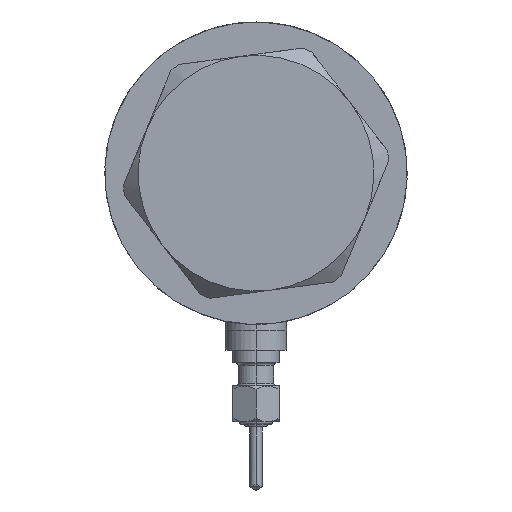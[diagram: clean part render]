
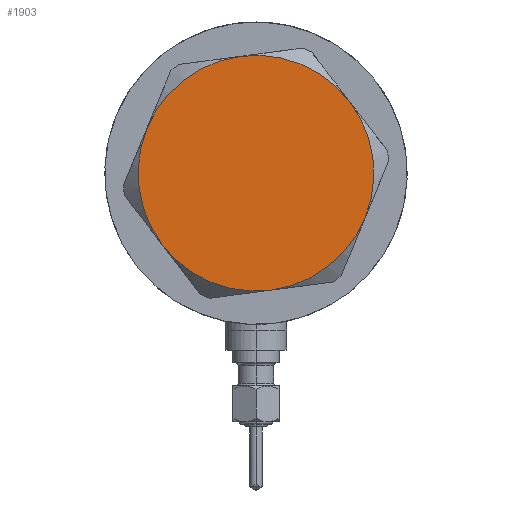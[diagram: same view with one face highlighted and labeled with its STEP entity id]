
A CAD part, left-side view. The second image highlights one B-rep face of the part: STEP entity #1903.
In plain terms, the highlighted face is planar.
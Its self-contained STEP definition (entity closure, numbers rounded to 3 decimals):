
#1 = DIRECTION ( 'NONE',  ( 0., 0., 1. ) ) ;
#10 = DIRECTION ( 'NONE',  ( 1., 0., 0. ) ) ;
#57 = CIRCLE ( 'NONE', #1360, 23. ) ;
#106 = VERTEX_POINT ( 'NONE', #5982 ) ;
#328 = EDGE_CURVE ( 'NONE', #5427, #6354, #7077, .T. ) ;
#575 = CARTESIAN_POINT ( 'NONE',  ( 0., 0., 13. ) ) ;
#664 = EDGE_LOOP ( 'NONE', ( #4112, #5087, #4651, #1045, #5480, #2026 ) ) ;
#682 = EDGE_CURVE ( 'NONE', #1482, #106, #57, .T. ) ;
#1013 = DIRECTION ( 'NONE',  ( 0., 0., 1. ) ) ;
#1028 = CIRCLE ( 'NONE', #6261, 23. ) ;
#1038 = EDGE_CURVE ( 'NONE', #106, #5399, #1833, .T. ) ;
#1045 = ORIENTED_EDGE ( 'NONE', *, *, #1038, .T. ) ;
#1120 = DIRECTION ( 'NONE',  ( 0., 0., 1. ) ) ;
#1360 = AXIS2_PLACEMENT_3D ( 'NONE', #575, #4472, #3335 ) ;
#1459 = CARTESIAN_POINT ( 'NONE',  ( 0., 0., 13. ) ) ;
#1482 = VERTEX_POINT ( 'NONE', #2261 ) ;
#1669 = CARTESIAN_POINT ( 'NONE',  ( 0., 0., 13. ) ) ;
#1674 = PLANE ( 'NONE',  #5658 ) ;
#1833 = CIRCLE ( 'NONE', #6812, 23. ) ;
#1903 = ADVANCED_FACE ( 'NONE', ( #7218 ), #1674, .T. ) ;
#2026 = ORIENTED_EDGE ( 'NONE', *, *, #328, .T. ) ;
#2107 = AXIS2_PLACEMENT_3D ( 'NONE', #1459, #1013, #3263 ) ;
#2261 = CARTESIAN_POINT ( 'NONE',  ( 11.5, 19.919, 13. ) ) ;
#2542 = EDGE_CURVE ( 'NONE', #2779, #1482, #1028, .T. ) ;
#2779 = VERTEX_POINT ( 'NONE', #5963 ) ;
#2841 = EDGE_CURVE ( 'NONE', #5399, #5427, #3380, .T. ) ;
#3263 = DIRECTION ( 'NONE',  ( 1., 0., 0. ) ) ;
#3335 = DIRECTION ( 'NONE',  ( 1., 0., 0. ) ) ;
#3363 = DIRECTION ( 'NONE',  ( 1., 0., 0. ) ) ;
#3380 = CIRCLE ( 'NONE', #2107, 23. ) ;
#3536 = CARTESIAN_POINT ( 'NONE',  ( -11.5, -19.919, 13. ) ) ;
#3676 = DIRECTION ( 'NONE',  ( 0., 0., 1. ) ) ;
#3743 = CIRCLE ( 'NONE', #3858, 23. ) ;
#3858 = AXIS2_PLACEMENT_3D ( 'NONE', #4851, #3676, #4247 ) ;
#3889 = DIRECTION ( 'NONE',  ( 0., 0., 1. ) ) ;
#4112 = ORIENTED_EDGE ( 'NONE', *, *, #7209, .T. ) ;
#4247 = DIRECTION ( 'NONE',  ( 1., 0., 0. ) ) ;
#4276 = AXIS2_PLACEMENT_3D ( 'NONE', #4994, #1, #4453 ) ;
#4401 = CARTESIAN_POINT ( 'NONE',  ( 0., 0., 13. ) ) ;
#4453 = DIRECTION ( 'NONE',  ( 1., 0., 0. ) ) ;
#4472 = DIRECTION ( 'NONE',  ( 0., 0., 1. ) ) ;
#4651 = ORIENTED_EDGE ( 'NONE', *, *, #682, .T. ) ;
#4711 = CARTESIAN_POINT ( 'NONE',  ( -23., 0., 13. ) ) ;
#4851 = CARTESIAN_POINT ( 'NONE',  ( 0., 0., 13. ) ) ;
#4994 = CARTESIAN_POINT ( 'NONE',  ( 0., 0., 13. ) ) ;
#5087 = ORIENTED_EDGE ( 'NONE', *, *, #2542, .T. ) ;
#5356 = DIRECTION ( 'NONE',  ( 1., 0., 0. ) ) ;
#5399 = VERTEX_POINT ( 'NONE', #4711 ) ;
#5427 = VERTEX_POINT ( 'NONE', #3536 ) ;
#5480 = ORIENTED_EDGE ( 'NONE', *, *, #2841, .T. ) ;
#5658 = AXIS2_PLACEMENT_3D ( 'NONE', #6680, #1120, #3363 ) ;
#5901 = DIRECTION ( 'NONE',  ( 0., 0., 1. ) ) ;
#5963 = CARTESIAN_POINT ( 'NONE',  ( 23., 0., 13. ) ) ;
#5982 = CARTESIAN_POINT ( 'NONE',  ( -11.5, 19.919, 13. ) ) ;
#6261 = AXIS2_PLACEMENT_3D ( 'NONE', #4401, #5901, #5356 ) ;
#6354 = VERTEX_POINT ( 'NONE', #7162 ) ;
#6680 = CARTESIAN_POINT ( 'NONE',  ( 0., 0., 13. ) ) ;
#6812 = AXIS2_PLACEMENT_3D ( 'NONE', #1669, #3889, #10 ) ;
#7077 = CIRCLE ( 'NONE', #4276, 23. ) ;
#7162 = CARTESIAN_POINT ( 'NONE',  ( 11.5, -19.919, 13. ) ) ;
#7209 = EDGE_CURVE ( 'NONE', #6354, #2779, #3743, .T. ) ;
#7218 = FACE_OUTER_BOUND ( 'NONE', #664, .T. ) ;
